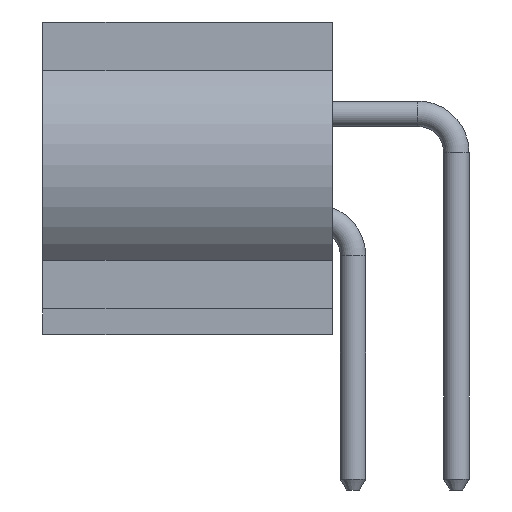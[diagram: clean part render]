
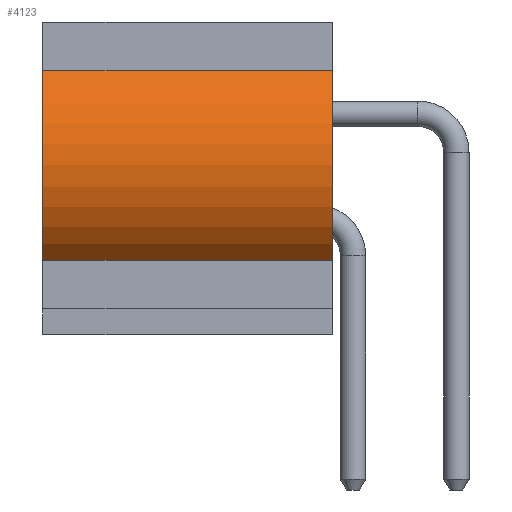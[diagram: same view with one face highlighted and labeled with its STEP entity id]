
A CAD part, left-side view. The second image highlights one B-rep face of the part: STEP entity #4123.
In plain terms, the highlighted cylindrical face has radius 2.5 mm (diameter 5 mm), a partial arc.
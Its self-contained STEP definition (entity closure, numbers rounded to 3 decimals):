
#42=CARTESIAN_POINT('',(-8.5,3.4,0.));
#43=DIRECTION('',(0.,-1.,0.));
#44=DIRECTION('',(-0.68,0.,0.733));
#45=AXIS2_PLACEMENT_3D('',#42,#43,#44);
#327=CARTESIAN_POINT('',(-8.5,-2.2,0.));
#328=DIRECTION('',(0.,-1.,0.));
#329=DIRECTION('',(-0.68,0.,0.733));
#330=AXIS2_PLACEMENT_3D('',#327,#328,#329);
#1510=DIRECTION('',(0.,-1.,0.));
#1511=VECTOR('',#1510,5.6);
#1512=CARTESIAN_POINT('',(-10.2,3.4,1.833));
#1513=LINE('',#1512,#1511);
#1514=DIRECTION('',(0.,-1.,0.));
#1515=VECTOR('',#1514,5.6);
#1516=CARTESIAN_POINT('',(-10.2,3.4,-1.833));
#1517=LINE('',#1516,#1515);
#1865=CARTESIAN_POINT('',(-10.2,3.4,1.833));
#1867=VERTEX_POINT('',#1865);
#1868=CARTESIAN_POINT('',(-10.2,3.4,-1.833));
#1869=VERTEX_POINT('',#1868);
#1874=CARTESIAN_POINT('',(-10.2,-2.2,1.833));
#1875=VERTEX_POINT('',#1874);
#1876=CARTESIAN_POINT('',(-10.2,-2.2,-1.833));
#1877=VERTEX_POINT('',#1876);
#4111=CARTESIAN_POINT('',(-8.5,3.4,0.));
#4112=DIRECTION('',(0.,-1.,0.));
#4113=DIRECTION('',(-1.,0.,0.));
#4114=AXIS2_PLACEMENT_3D('',#4111,#4112,#4113);
#4115=CYLINDRICAL_SURFACE('',#4114,2.5);
#4116=ORIENTED_EDGE('',*,*,#1989,.F.);
#4117=ORIENTED_EDGE('',*,*,#4106,.T.);
#4118=ORIENTED_EDGE('',*,*,#2311,.T.);
#4120=ORIENTED_EDGE('',*,*,#4119,.F.);
#4121=EDGE_LOOP('',(#4116,#4117,#4118,#4120));
#4122=FACE_OUTER_BOUND('',#4121,.F.);
#4123=ADVANCED_FACE('',(#4122),#4115,.T.);
#46=CIRCLE('',#45,2.5);
#331=CIRCLE('',#330,2.5);
#1989=EDGE_CURVE('',#1867,#1869,#46,.T.);
#2311=EDGE_CURVE('',#1875,#1877,#331,.T.);
#4106=EDGE_CURVE('',#1867,#1875,#1513,.T.);
#4119=EDGE_CURVE('',#1869,#1877,#1517,.T.);
